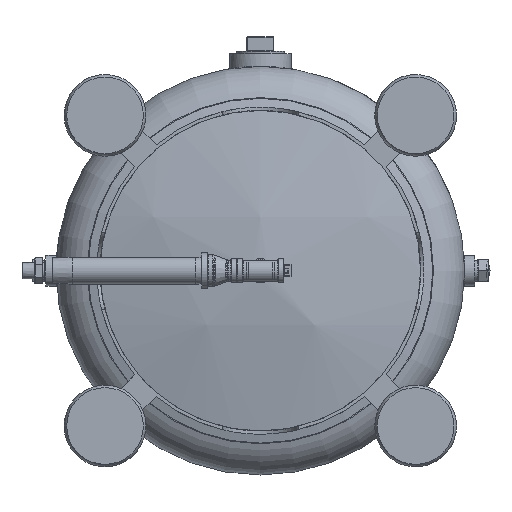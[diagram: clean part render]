
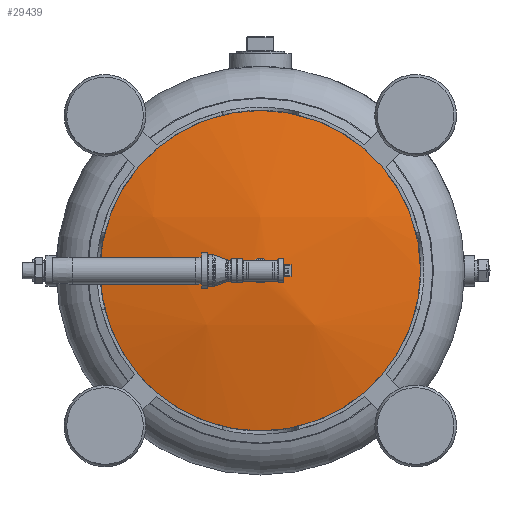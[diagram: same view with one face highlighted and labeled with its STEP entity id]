
A CAD part, front view. The second image highlights one B-rep face of the part: STEP entity #29439.
In plain terms, the highlighted spherical face has radius 765.175 mm.
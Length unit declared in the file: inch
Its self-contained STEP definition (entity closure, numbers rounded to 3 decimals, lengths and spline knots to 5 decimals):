
#1374=FACE_BOUND('',#4326,.T.);
#1630=SPHERICAL_SURFACE('',#31342,30.125);
#2597=FACE_OUTER_BOUND('',#4325,.T.);
#4325=EDGE_LOOP('',(#19244));
#4326=EDGE_LOOP('',(#19245,#19246));
#9881=CIRCLE('',#31335,0.5);
#9882=CIRCLE('',#31336,0.5);
#9887=CIRCLE('',#31343,7.84375);
#11718=VERTEX_POINT('',#44346);
#11719=VERTEX_POINT('',#44348);
#11724=VERTEX_POINT('',#44362);
#14734=EDGE_CURVE('',#11719,#11718,#9881,.T.);
#14735=EDGE_CURVE('',#11718,#11719,#9882,.T.);
#14741=EDGE_CURVE('',#11724,#11724,#9887,.T.);
#19244=ORIENTED_EDGE('',*,*,#14741,.F.);
#19245=ORIENTED_EDGE('',*,*,#14734,.T.);
#19246=ORIENTED_EDGE('',*,*,#14735,.T.);
#29439=ADVANCED_FACE('',(#2597,#1374),#1630,.T.);
#31335=AXIS2_PLACEMENT_3D('',#44349,#34959,#34960);
#31336=AXIS2_PLACEMENT_3D('',#44350,#34961,#34962);
#31342=AXIS2_PLACEMENT_3D('',#44361,#34974,#34975);
#31343=AXIS2_PLACEMENT_3D('',#44363,#34976,#34977);
#34959=DIRECTION('center_axis',(0.,1.,0.));
#34960=DIRECTION('ref_axis',(1.,0.,0.));
#34961=DIRECTION('center_axis',(0.,1.,0.));
#34962=DIRECTION('ref_axis',(1.,0.,0.));
#34974=DIRECTION('center_axis',(0.,0.,-1.));
#34975=DIRECTION('ref_axis',(1.,0.,0.));
#34976=DIRECTION('center_axis',(0.,1.,0.));
#34977=DIRECTION('ref_axis',(1.,0.,0.));
#44346=CARTESIAN_POINT('',(0.5,-24.12085,0.));
#44348=CARTESIAN_POINT('',(-0.5,-24.12085,0.));
#44349=CARTESIAN_POINT('Origin',(0.,-24.12085,
0.));
#44350=CARTESIAN_POINT('Origin',(0.,-24.12085,
0.));
#44361=CARTESIAN_POINT('Origin',(0.,6.,0.));
#44362=CARTESIAN_POINT('',(7.84375,-23.08593,0.));
#44363=CARTESIAN_POINT('Origin',(0.,-23.08593,
0.));
